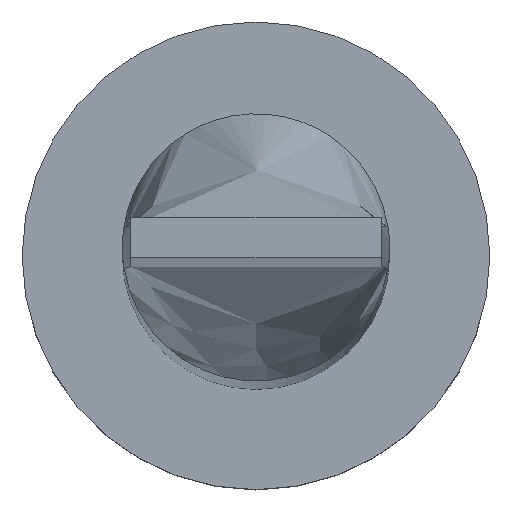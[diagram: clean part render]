
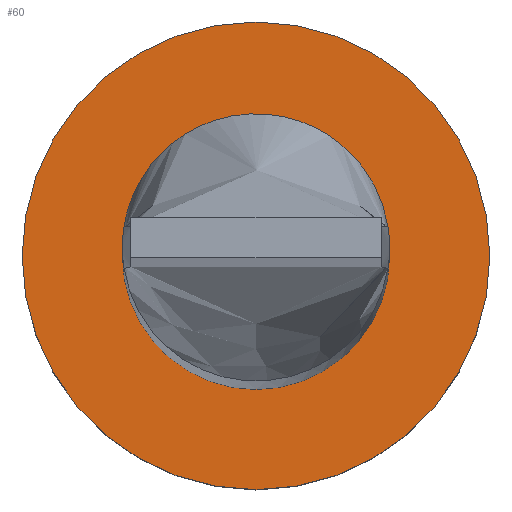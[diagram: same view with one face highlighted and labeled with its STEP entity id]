
A CAD part, top view. The second image highlights one B-rep face of the part: STEP entity #60.
In plain terms, the highlighted planar face has unit normal (0, 0, 1).
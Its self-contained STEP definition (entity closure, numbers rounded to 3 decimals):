
#5 = DIRECTION ( 'NONE',  ( 1., 0., 0. ) ) ;
#8 = DIRECTION ( 'NONE',  ( 0., 0., 1. ) ) ;
#31 = CARTESIAN_POINT ( 'NONE',  ( -7., 0., 5. ) ) ;
#33 = CIRCLE ( 'NONE', #222, 4. ) ;
#60 = ADVANCED_FACE ( 'NONE', ( #263, #565 ), #487, .T. ) ;
#74 = VERTEX_POINT ( 'NONE', #483 ) ;
#75 = DIRECTION ( 'NONE',  ( 0., 0., 1. ) ) ;
#90 = DIRECTION ( 'NONE',  ( 0., 0., 1. ) ) ;
#108 = ORIENTED_EDGE ( 'NONE', *, *, #509, .T. ) ;
#121 = CARTESIAN_POINT ( 'NONE',  ( 0., 0., 5. ) ) ;
#123 = DIRECTION ( 'NONE',  ( 1., 0., 0. ) ) ;
#190 = EDGE_LOOP ( 'NONE', ( #192, #108 ) ) ;
#192 = ORIENTED_EDGE ( 'NONE', *, *, #377, .T. ) ;
#208 = DIRECTION ( 'NONE',  ( 1., 0., 0. ) ) ;
#219 = AXIS2_PLACEMENT_3D ( 'NONE', #528, #389, #123 ) ;
#222 = AXIS2_PLACEMENT_3D ( 'NONE', #362, #90, #266 ) ;
#248 = CIRCLE ( 'NONE', #315, 4. ) ;
#258 = CARTESIAN_POINT ( 'NONE',  ( 7., 0., 5. ) ) ;
#263 = FACE_BOUND ( 'NONE', #514, .T. ) ;
#264 = DIRECTION ( 'NONE',  ( 0., 0., 1. ) ) ;
#266 = DIRECTION ( 'NONE',  ( 1., 0., 0. ) ) ;
#282 = ORIENTED_EDGE ( 'NONE', *, *, #520, .F. ) ;
#287 = CIRCLE ( 'NONE', #337, 7. ) ;
#315 = AXIS2_PLACEMENT_3D ( 'NONE', #412, #8, #367 ) ;
#337 = AXIS2_PLACEMENT_3D ( 'NONE', #121, #75, #208 ) ;
#349 = VERTEX_POINT ( 'NONE', #258 ) ;
#362 = CARTESIAN_POINT ( 'NONE',  ( 0., 0., 5. ) ) ;
#367 = DIRECTION ( 'NONE',  ( 1., 0., 0. ) ) ;
#376 = ORIENTED_EDGE ( 'NONE', *, *, #523, .F. ) ;
#377 = EDGE_CURVE ( 'NONE', #424, #349, #287, .T. ) ;
#389 = DIRECTION ( 'NONE',  ( 0., 0., 1. ) ) ;
#412 = CARTESIAN_POINT ( 'NONE',  ( 0., 0., 5. ) ) ;
#424 = VERTEX_POINT ( 'NONE', #31 ) ;
#458 = VERTEX_POINT ( 'NONE', #543 ) ;
#459 = AXIS2_PLACEMENT_3D ( 'NONE', #537, #264, #5 ) ;
#483 = CARTESIAN_POINT ( 'NONE',  ( -4., 0., 5. ) ) ;
#487 = PLANE ( 'NONE',  #219 ) ;
#509 = EDGE_CURVE ( 'NONE', #349, #424, #525, .T. ) ;
#514 = EDGE_LOOP ( 'NONE', ( #376, #282 ) ) ;
#520 = EDGE_CURVE ( 'NONE', #458, #74, #33, .T. ) ;
#523 = EDGE_CURVE ( 'NONE', #74, #458, #248, .T. ) ;
#525 = CIRCLE ( 'NONE', #459, 7. ) ;
#528 = CARTESIAN_POINT ( 'NONE',  ( 0., 0., 5. ) ) ;
#537 = CARTESIAN_POINT ( 'NONE',  ( 0., 0., 5. ) ) ;
#543 = CARTESIAN_POINT ( 'NONE',  ( 4., 0., 5. ) ) ;
#565 = FACE_OUTER_BOUND ( 'NONE', #190, .T. ) ;
